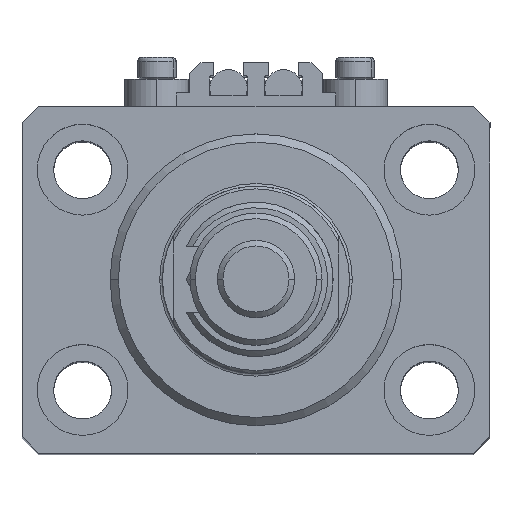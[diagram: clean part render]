
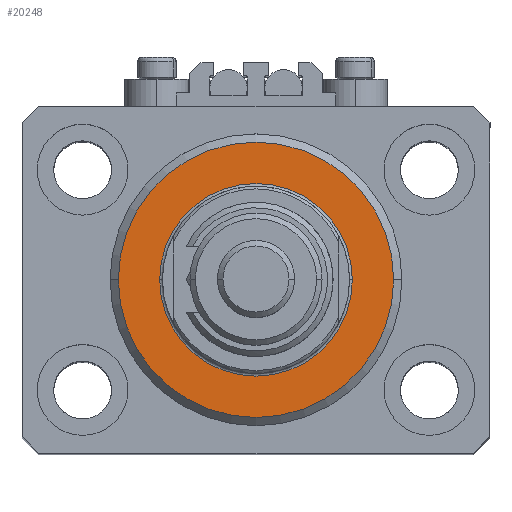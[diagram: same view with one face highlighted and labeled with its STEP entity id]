
A CAD part, top view. The second image highlights one B-rep face of the part: STEP entity #20248.
In plain terms, the highlighted face is planar.
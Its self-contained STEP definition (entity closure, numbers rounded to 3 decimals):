
#4153 = CARTESIAN_POINT ( 'NONE',  ( 25., 0., 0. ) ) ;
#4967 = VERTEX_POINT ( 'NONE', #29106 ) ;
#8084 = VERTEX_POINT ( 'NONE', #14702 ) ;
#8639 = ORIENTED_EDGE ( 'NONE', *, *, #33362, .T. ) ;
#12622 = CARTESIAN_POINT ( 'NONE',  ( 0., 0., 0. ) ) ;
#14343 = VERTEX_POINT ( 'NONE', #46732 ) ;
#14702 = CARTESIAN_POINT ( 'NONE',  ( -17.5, 0., 0. ) ) ;
#14939 = PLANE ( 'NONE',  #25162 ) ;
#15546 = ORIENTED_EDGE ( 'NONE', *, *, #21082, .T. ) ;
#15956 = DIRECTION ( 'NONE',  ( 1., 0., 0. ) ) ;
#16627 = EDGE_CURVE ( 'NONE', #14343, #8084, #42510, .T. ) ;
#18258 = CIRCLE ( 'NONE', #38939, 25. ) ;
#18930 = VERTEX_POINT ( 'NONE', #4153 ) ;
#20248 = ADVANCED_FACE ( 'NONE', ( #38530, #50439 ), #14939, .F. ) ;
#21051 = CIRCLE ( 'NONE', #40050, 25. ) ;
#21082 = EDGE_CURVE ( 'NONE', #4967, #18930, #21051, .T. ) ;
#24027 = DIRECTION ( 'NONE',  ( 1., 0., 0. ) ) ;
#25162 = AXIS2_PLACEMENT_3D ( 'NONE', #30754, #41416, #38775 ) ;
#25822 = EDGE_LOOP ( 'NONE', ( #8639, #15546 ) ) ;
#28507 = CIRCLE ( 'NONE', #43420, 17.5 ) ;
#29106 = CARTESIAN_POINT ( 'NONE',  ( -25., 0., 0. ) ) ;
#30323 = CARTESIAN_POINT ( 'NONE',  ( 0., 0., 0. ) ) ;
#30754 = CARTESIAN_POINT ( 'NONE',  ( 0., 0., 0. ) ) ;
#31092 = DIRECTION ( 'NONE',  ( 1., 0., 0. ) ) ;
#33362 = EDGE_CURVE ( 'NONE', #18930, #4967, #18258, .T. ) ;
#33489 = EDGE_LOOP ( 'NONE', ( #50912, #47749 ) ) ;
#38530 = FACE_BOUND ( 'NONE', #33489, .T. ) ;
#38775 = DIRECTION ( 'NONE',  ( 1., 0., 0. ) ) ;
#38939 = AXIS2_PLACEMENT_3D ( 'NONE', #12622, #48139, #24027 ) ;
#40050 = AXIS2_PLACEMENT_3D ( 'NONE', #43458, #43703, #15956 ) ;
#41416 = DIRECTION ( 'NONE',  ( 0., 0., 1. ) ) ;
#41687 = EDGE_CURVE ( 'NONE', #8084, #14343, #28507, .T. ) ;
#42510 = CIRCLE ( 'NONE', #45808, 17.5 ) ;
#43011 = CARTESIAN_POINT ( 'NONE',  ( 0., 0., 0. ) ) ;
#43420 = AXIS2_PLACEMENT_3D ( 'NONE', #43011, #46643, #31092 ) ;
#43458 = CARTESIAN_POINT ( 'NONE',  ( 0., 0., 0. ) ) ;
#43703 = DIRECTION ( 'NONE',  ( 0., 0., -1. ) ) ;
#43783 = DIRECTION ( 'NONE',  ( 1., 0., 0. ) ) ;
#45808 = AXIS2_PLACEMENT_3D ( 'NONE', #30323, #48424, #43783 ) ;
#46643 = DIRECTION ( 'NONE',  ( 0., 0., 1. ) ) ;
#46732 = CARTESIAN_POINT ( 'NONE',  ( 17.5, 0., 0. ) ) ;
#47749 = ORIENTED_EDGE ( 'NONE', *, *, #41687, .T. ) ;
#48139 = DIRECTION ( 'NONE',  ( 0., 0., -1. ) ) ;
#48424 = DIRECTION ( 'NONE',  ( 0., 0., 1. ) ) ;
#50439 = FACE_OUTER_BOUND ( 'NONE', #25822, .T. ) ;
#50912 = ORIENTED_EDGE ( 'NONE', *, *, #16627, .T. ) ;
